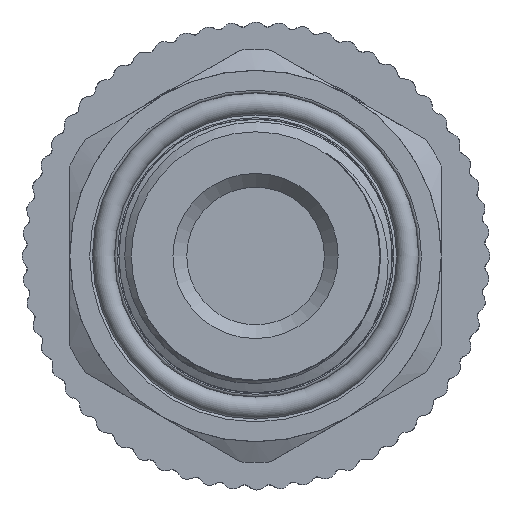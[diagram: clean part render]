
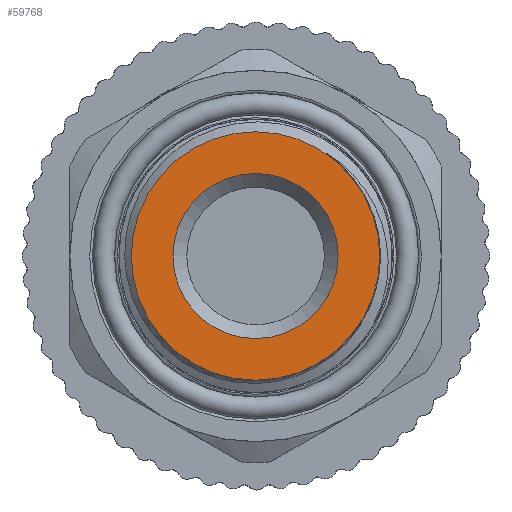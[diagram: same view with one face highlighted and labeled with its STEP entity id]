
A CAD part, left-side view. The second image highlights one B-rep face of the part: STEP entity #59768.
In plain terms, the highlighted face is planar.
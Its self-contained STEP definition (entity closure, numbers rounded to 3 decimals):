
#4480=FACE_BOUND('',#15504,.T.);
#7641=PLANE('',#67646);
#11506=FACE_OUTER_BOUND('',#15503,.T.);
#15503=EDGE_LOOP('',(#55467));
#15504=EDGE_LOOP('',(#55468));
#16305=CIRCLE('',#67627,9.027);
#16308=CIRCLE('',#67647,6.);
#28416=VERTEX_POINT('',#138174);
#28419=VERTEX_POINT('',#139406);
#37422=EDGE_CURVE('',#28416,#28416,#16305,.T.);
#37444=EDGE_CURVE('',#28419,#28419,#16308,.T.);
#55467=ORIENTED_EDGE('',*,*,#37422,.T.);
#55468=ORIENTED_EDGE('',*,*,#37444,.F.);
#59768=ADVANCED_FACE('',(#11506,#4480),#7641,.T.);
#67627=AXIS2_PLACEMENT_3D('',#138176,#85678,#85679);
#67646=AXIS2_PLACEMENT_3D('',#139405,#85728,#85729);
#67647=AXIS2_PLACEMENT_3D('',#139407,#85730,#85731);
#85678=DIRECTION('center_axis',(1.,0.,0.));
#85679=DIRECTION('ref_axis',(0.,1.,0.));
#85728=DIRECTION('center_axis',(1.,0.,0.));
#85729=DIRECTION('ref_axis',(0.,0.,-1.));
#85730=DIRECTION('center_axis',(1.,0.,0.));
#85731=DIRECTION('ref_axis',(0.,0.,-1.));
#138174=CARTESIAN_POINT('',(0.,-9.027,0.));
#138176=CARTESIAN_POINT('Origin',(0.,0.,0.));
#139405=CARTESIAN_POINT('Origin',(0.,6.,0.));
#139406=CARTESIAN_POINT('',(0.,-6.,0.));
#139407=CARTESIAN_POINT('Origin',(0.,0.,
0.));
